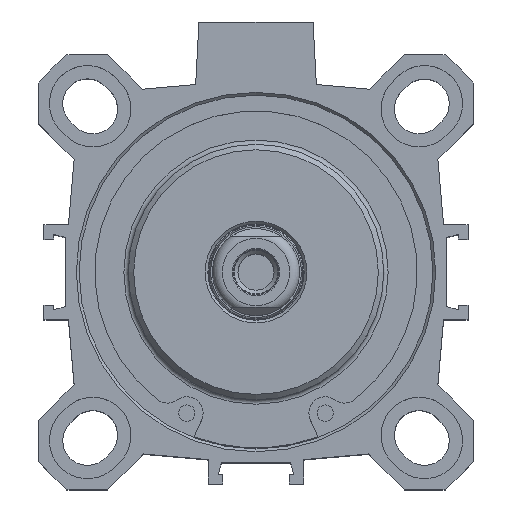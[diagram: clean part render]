
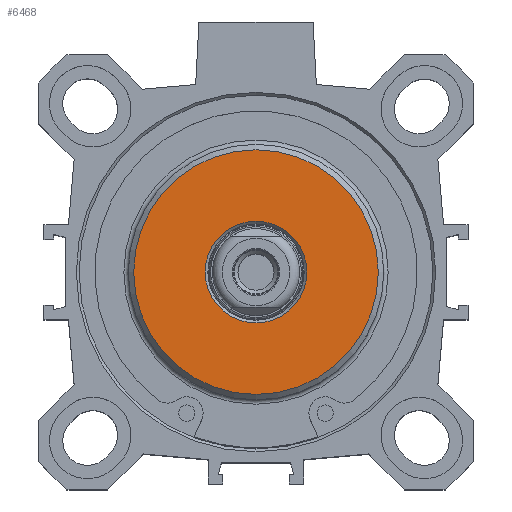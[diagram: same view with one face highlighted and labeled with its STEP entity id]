
A CAD part, top view. The second image highlights one B-rep face of the part: STEP entity #6468.
In plain terms, the highlighted planar face has unit normal (0, 0, 1).
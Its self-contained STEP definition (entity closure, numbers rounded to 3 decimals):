
#6434=CARTESIAN_POINT('',(0.,22.5,86.35));
#6435=VERTEX_POINT('',#6434);
#6436=CARTESIAN_POINT('',(0.,0.,86.35));
#6437=DIRECTION('',(0.0,0.0,1.0));
#6438=DIRECTION('',(0.0,1.0,0.0));
#6439=AXIS2_PLACEMENT_3D('',#6436,#6437,#6438);
#6440=CIRCLE('',#6439,22.5);
#6441=EDGE_CURVE('',#6435,#6435,#6440,.T.);
#6449=CARTESIAN_POINT('',(0.,15.925,86.35));
#6450=DIRECTION('',(0.0,0.0,1.0));
#6451=DIRECTION('',(1.0,0.0,0.0));
#6452=AXIS2_PLACEMENT_3D('',#6449,#6450,#6451);
#6453=PLANE('',#6452);
#6454=ORIENTED_EDGE('',*,*,#6441,.T.);
#6455=EDGE_LOOP('',(#6454));
#6456=FACE_OUTER_BOUND('',#6455,.T.);
#6457=CARTESIAN_POINT('',(0.,9.35,86.35));
#6458=VERTEX_POINT('',#6457);
#6459=CARTESIAN_POINT('',(0.,0.,86.35));
#6460=DIRECTION('',(0.0,0.0,1.0));
#6461=DIRECTION('',(0.0,1.0,0.0));
#6462=AXIS2_PLACEMENT_3D('',#6459,#6460,#6461);
#6463=CIRCLE('',#6462,9.35);
#6464=EDGE_CURVE('',#6458,#6458,#6463,.T.);
#6465=ORIENTED_EDGE('',*,*,#6464,.F.);
#6466=EDGE_LOOP('',(#6465));
#6467=FACE_BOUND('',#6466,.T.);
#6468=ADVANCED_FACE('',(#6456,#6467),#6453,.T.);
